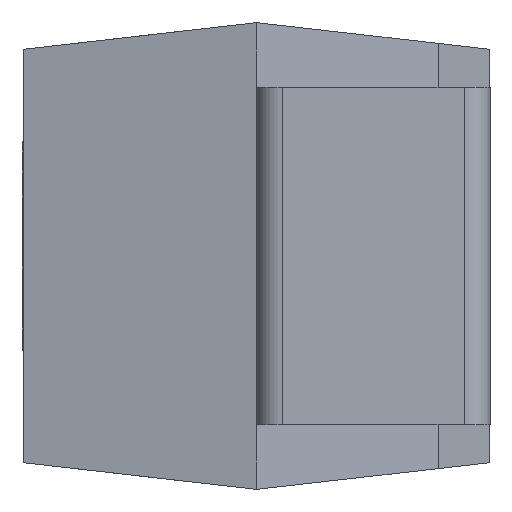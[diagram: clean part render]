
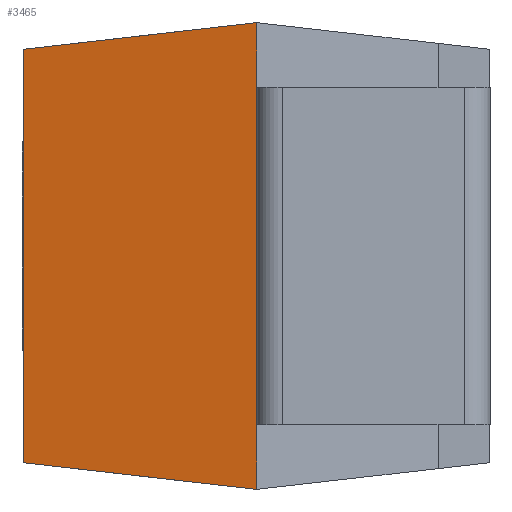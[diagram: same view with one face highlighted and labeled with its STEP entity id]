
A CAD part, left-side view. The second image highlights one B-rep face of the part: STEP entity #3465.
In plain terms, the highlighted planar face has unit normal (-0.985, 0.171, 0).
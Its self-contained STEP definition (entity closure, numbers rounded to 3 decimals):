
#36 = VECTOR ( 'NONE', #1322, 1000. ) ;
#404 = FACE_OUTER_BOUND ( 'NONE', #430, .T. ) ;
#430 = EDGE_LOOP ( 'NONE', ( #3147, #1573, #3077, #644, #973, #823 ) ) ;
#575 = CARTESIAN_POINT ( 'NONE',  ( 0.156, 1.8, -1.8 ) ) ;
#611 = DIRECTION ( 'NONE',  ( 0., 0., 1. ) ) ;
#644 = ORIENTED_EDGE ( 'NONE', *, *, #3419, .T. ) ;
#764 = LINE ( 'NONE', #1347, #3436 ) ;
#796 = CARTESIAN_POINT ( 'NONE',  ( 0.156, 1.8, -0.103 ) ) ;
#823 = ORIENTED_EDGE ( 'NONE', *, *, #2684, .F. ) ;
#832 = DIRECTION ( 'NONE',  ( -0.985, 0.171, 0. ) ) ;
#973 = ORIENTED_EDGE ( 'NONE', *, *, #2710, .T. ) ;
#1052 = CARTESIAN_POINT ( 'NONE',  ( 0.156, 1.8, -1.697 ) ) ;
#1152 = VERTEX_POINT ( 'NONE', #2549 ) ;
#1227 = VECTOR ( 'NONE', #611, 1000. ) ;
#1253 = VERTEX_POINT ( 'NONE', #3505 ) ;
#1322 = DIRECTION ( 'NONE',  ( 0., 0., 1. ) ) ;
#1347 = CARTESIAN_POINT ( 'NONE',  ( -0.115, 0.234, 0.076 ) ) ;
#1394 = CARTESIAN_POINT ( 'NONE',  ( 0., 0.9, -0.25 ) ) ;
#1573 = ORIENTED_EDGE ( 'NONE', *, *, #2141, .T. ) ;
#1708 = DIRECTION ( 'NONE',  ( 0., 0., 1. ) ) ;
#1726 = VECTOR ( 'NONE', #1708, 1000. ) ;
#1742 = DIRECTION ( 'NONE',  ( -0.171, -0.985, 0. ) ) ;
#1749 = VERTEX_POINT ( 'NONE', #1752 ) ;
#1752 = CARTESIAN_POINT ( 'NONE',  ( 0., 0.9, 0. ) ) ;
#1942 = DIRECTION ( 'NONE',  ( -0.169, -0.979, 0.112 ) ) ;
#2020 = VERTEX_POINT ( 'NONE', #1052 ) ;
#2100 = VECTOR ( 'NONE', #3183, 1000. ) ;
#2101 = AXIS2_PLACEMENT_3D ( 'NONE', #3148, #832, #1742 ) ;
#2141 = EDGE_CURVE ( 'NONE', #2020, #1152, #2320, .T. ) ;
#2186 = LINE ( 'NONE', #3390, #36 ) ;
#2290 = LINE ( 'NONE', #3456, #1726 ) ;
#2320 = LINE ( 'NONE', #3487, #2809 ) ;
#2378 = EDGE_CURVE ( 'NONE', #1152, #1253, #2186, .T. ) ;
#2412 = VERTEX_POINT ( 'NONE', #1394 ) ;
#2549 = CARTESIAN_POINT ( 'NONE',  ( 0., 0.9, -1.8 ) ) ;
#2639 = DIRECTION ( 'NONE',  ( -0.169, -0.979, -0.112 ) ) ;
#2684 = EDGE_CURVE ( 'NONE', #3198, #1749, #764, .T. ) ;
#2710 = EDGE_CURVE ( 'NONE', #2412, #1749, #2290, .T. ) ;
#2712 = LINE ( 'NONE', #3255, #1227 ) ;
#2737 = EDGE_CURVE ( 'NONE', #2020, #3198, #3266, .T. ) ;
#2809 = VECTOR ( 'NONE', #2639, 1000. ) ;
#3077 = ORIENTED_EDGE ( 'NONE', *, *, #2378, .T. ) ;
#3089 = PLANE ( 'NONE',  #2101 ) ;
#3147 = ORIENTED_EDGE ( 'NONE', *, *, #2737, .F. ) ;
#3148 = CARTESIAN_POINT ( 'NONE',  ( -0.151, 0.026, -1.8 ) ) ;
#3183 = DIRECTION ( 'NONE',  ( 0., 0., 1. ) ) ;
#3198 = VERTEX_POINT ( 'NONE', #796 ) ;
#3255 = CARTESIAN_POINT ( 'NONE',  ( 0., 0.9, -1.8 ) ) ;
#3266 = LINE ( 'NONE', #575, #2100 ) ;
#3390 = CARTESIAN_POINT ( 'NONE',  ( 0., 0.9, -1.8 ) ) ;
#3419 = EDGE_CURVE ( 'NONE', #1253, #2412, #2712, .T. ) ;
#3436 = VECTOR ( 'NONE', #1942, 1000. ) ;
#3456 = CARTESIAN_POINT ( 'NONE',  ( 0., 0.9, -1.8 ) ) ;
#3465 = ADVANCED_FACE ( 'NONE', ( #404 ), #3089, .T. ) ;
#3487 = CARTESIAN_POINT ( 'NONE',  ( -0.149, 0.037, -1.899 ) ) ;
#3505 = CARTESIAN_POINT ( 'NONE',  ( 0., 0.9, -1.55 ) ) ;
